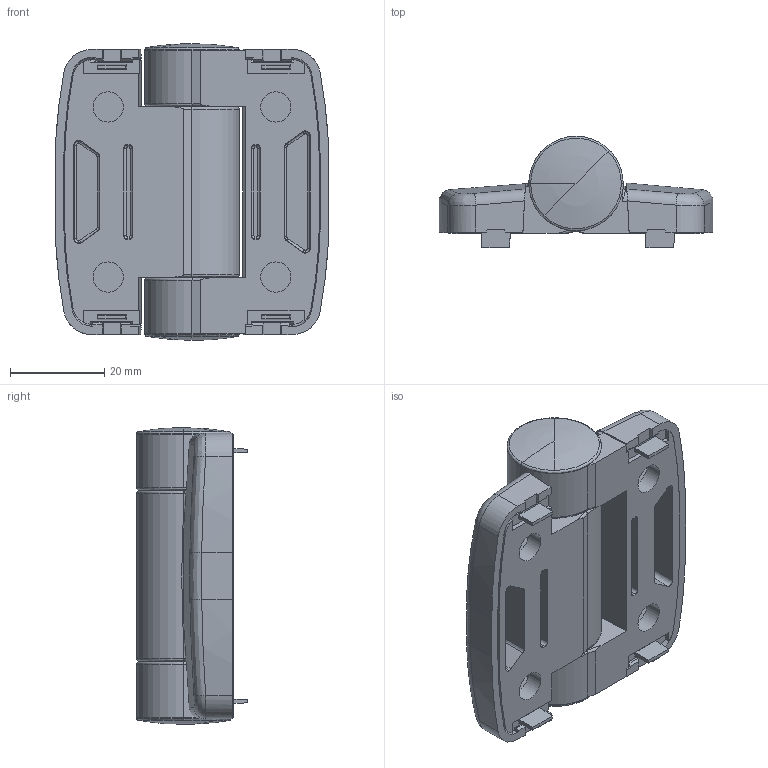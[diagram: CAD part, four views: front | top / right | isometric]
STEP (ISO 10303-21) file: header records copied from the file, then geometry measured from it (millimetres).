
FILE_DESCRIPTION (( 'STEP AP203' ), '1' );
FILE_NAME ('402601150_c_1.STEP', '2023-03-10T05:21:52', ( '' ), ( '' ), 'SwSTEP 2.0', 'SolidWorks 2014', '' );
FILE_SCHEMA (( 'CONFIG_CONTROL_DESIGN' ));
Length unit declared in the file: millimetre
Products named in the file (1): 402601150_c_1
Bounding box: 58 x 23.5 x 62.8 mm (x, y, z)
Volume: 34584.2 mm3; surface area: 31118.2 mm2
Topology: 13 solids, 13 shells, 1164 faces, 2949 edges, 1752 vertices
Faces by surface type: bspline 391, plane 346, cylinder 339, torus 45, cone 43
Entity records: 45466 total; most frequent: CARTESIAN_POINT 20204, ORIENTED_EDGE 5748, DIRECTION 4871, EDGE_CURVE 2874, AXIS2_PLACEMENT_3D 1882, VERTEX_POINT 1752, EDGE_LOOP 1210, ADVANCED_FACE 1164
